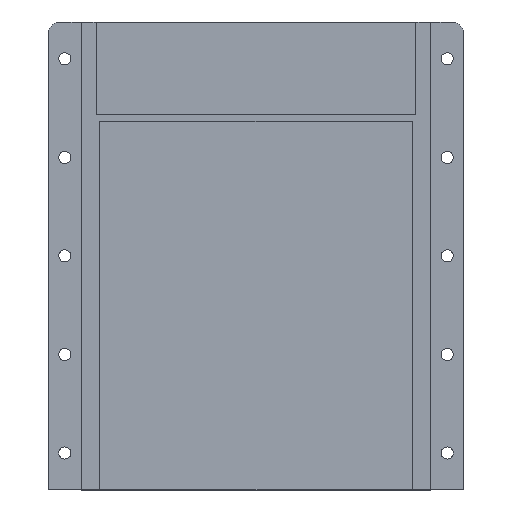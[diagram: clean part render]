
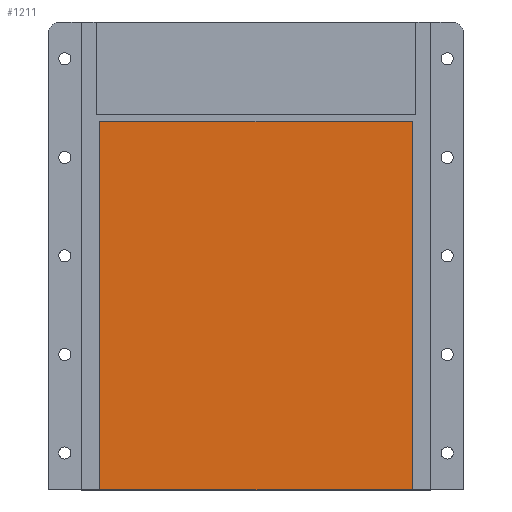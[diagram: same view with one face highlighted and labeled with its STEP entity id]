
A CAD part, top view. The second image highlights one B-rep face of the part: STEP entity #1211.
In plain terms, the highlighted planar face has unit normal (0, 0, 1).
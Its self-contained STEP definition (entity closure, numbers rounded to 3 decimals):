
#652 = VERTEX_POINT('',#653);
#653 = CARTESIAN_POINT('',(-3.3,10.,1.81));
#659 = EDGE_CURVE('',#660,#652,#662,.T.);
#660 = VERTEX_POINT('',#661);
#661 = CARTESIAN_POINT('',(87.5,10.,1.81));
#662 = LINE('',#663,#664);
#663 = CARTESIAN_POINT('',(87.5,10.,1.81));
#664 = VECTOR('',#665,1.);
#665 = DIRECTION('',(-1.,0.,0.));
#1193 = VERTEX_POINT('',#1194);
#1194 = CARTESIAN_POINT('',(87.5,110.,1.81));
#1200 = EDGE_CURVE('',#660,#1193,#1201,.T.);
#1201 = LINE('',#1202,#1203);
#1202 = CARTESIAN_POINT('',(87.5,10.,1.81));
#1203 = VECTOR('',#1204,1.);
#1204 = DIRECTION('',(0.,1.,0.));
#1211 = ADVANCED_FACE('',(#1212),#1230,.T.);
#1212 = FACE_BOUND('',#1213,.T.);
#1213 = EDGE_LOOP('',(#1214,#1215,#1223,#1229));
#1214 = ORIENTED_EDGE('',*,*,#1200,.T.);
#1215 = ORIENTED_EDGE('',*,*,#1216,.T.);
#1216 = EDGE_CURVE('',#1193,#1217,#1219,.T.);
#1217 = VERTEX_POINT('',#1218);
#1218 = CARTESIAN_POINT('',(-3.3,110.,1.81));
#1219 = LINE('',#1220,#1221);
#1220 = CARTESIAN_POINT('',(87.5,110.,1.81));
#1221 = VECTOR('',#1222,1.);
#1222 = DIRECTION('',(-1.,0.,0.));
#1223 = ORIENTED_EDGE('',*,*,#1224,.F.);
#1224 = EDGE_CURVE('',#652,#1217,#1225,.T.);
#1225 = LINE('',#1226,#1227);
#1226 = CARTESIAN_POINT('',(-3.3,10.,1.81));
#1227 = VECTOR('',#1228,1.);
#1228 = DIRECTION('',(0.,1.,0.));
#1229 = ORIENTED_EDGE('',*,*,#659,.F.);
#1230 = PLANE('',#1231);
#1231 = AXIS2_PLACEMENT_3D('',#1232,#1233,#1234);
#1232 = CARTESIAN_POINT('',(87.5,10.,1.81));
#1233 = DIRECTION('',(0.,0.,1.));
#1234 = DIRECTION('',(-1.,0.,0.));
